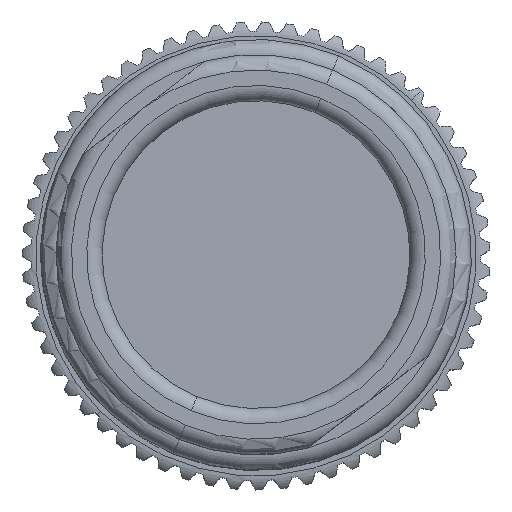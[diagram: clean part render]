
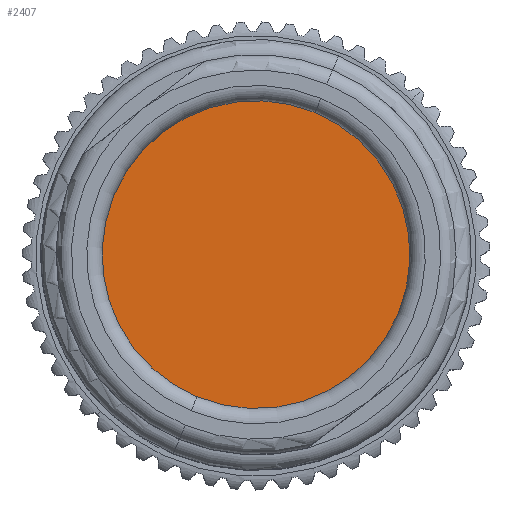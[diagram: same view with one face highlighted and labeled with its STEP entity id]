
A CAD part, top view. The second image highlights one B-rep face of the part: STEP entity #2407.
In plain terms, the highlighted planar face has unit normal (0, 0, 1).
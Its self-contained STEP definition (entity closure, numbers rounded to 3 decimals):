
#2387=AXIS2_PLACEMENT_3D('Plane Axis2P3D',#2384,#2385,#2386) ;
#2391=AXIS2_PLACEMENT_3D('Circle Axis2P3D',#2389,#2390,$) ;
#2400=AXIS2_PLACEMENT_3D('Circle Axis2P3D',#2398,#2399,$) ;
#2384=CARTESIAN_POINT('Axis2P3D Location',(7.6,7.6,40.354)) ;
#2389=CARTESIAN_POINT('Axis2P3D Location',(7.6,7.6,40.354)) ;
#2393=CARTESIAN_POINT('Vertex',(5.682,2.982,40.354)) ;
#2395=CARTESIAN_POINT('Vertex',(9.518,12.218,40.354)) ;
#2398=CARTESIAN_POINT('Axis2P3D Location',(7.6,7.6,40.354)) ;
#2385=DIRECTION('Axis2P3D Direction',(0.,0.,-1.)) ;
#2386=DIRECTION('Axis2P3D XDirection',(-0.384,-0.924,0.)) ;
#2390=DIRECTION('Axis2P3D Direction',(0.,0.,-1.)) ;
#2399=DIRECTION('Axis2P3D Direction',(0.,0.,-1.)) ;
#2404=ORIENTED_EDGE('',*,*,#2397,.F.) ;
#2405=ORIENTED_EDGE('',*,*,#2402,.F.) ;
#2407=ADVANCED_FACE('Hauptk\X2\00F6\X0\rper',(#2406),#2388,.F.) ;
#2392=CIRCLE('generated circle',#2391,5.) ;
#2401=CIRCLE('generated circle',#2400,5.) ;
#2397=EDGE_CURVE('',#2394,#2396,#2392,.T.) ;
#2402=EDGE_CURVE('',#2396,#2394,#2401,.T.) ;
#2403=EDGE_LOOP('',(#2404,#2405)) ;
#2406=FACE_OUTER_BOUND('',#2403,.T.) ;
#2388=PLANE('',#2387) ;
#2394=VERTEX_POINT('',#2393) ;
#2396=VERTEX_POINT('',#2395) ;
